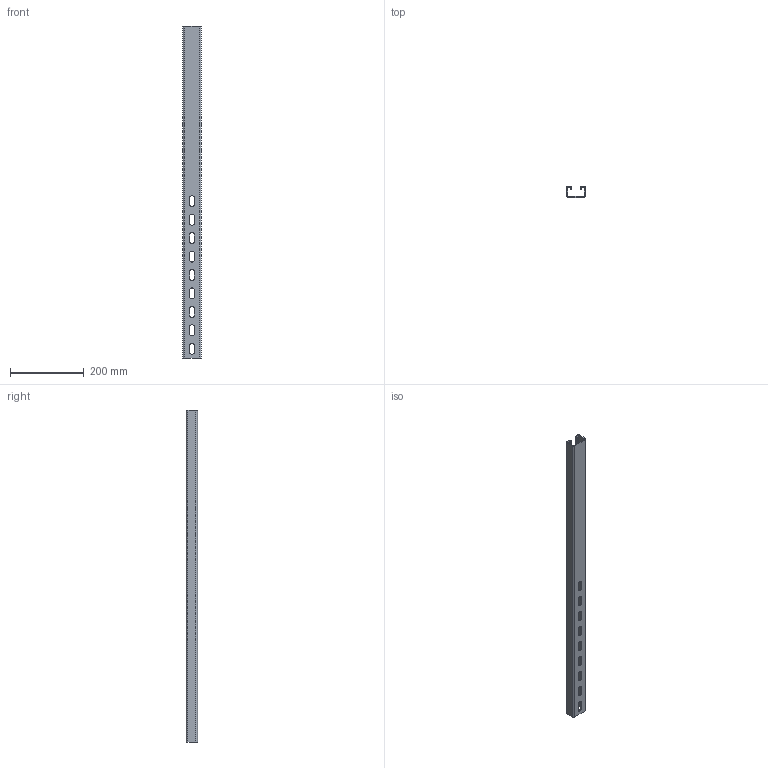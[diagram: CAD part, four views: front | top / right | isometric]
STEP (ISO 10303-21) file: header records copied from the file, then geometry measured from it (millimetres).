
FILE_DESCRIPTION (( 'STEP AP214' ), '1' );
FILE_NAME ('1121336.STEP', '2026-01-30T12:38:21', ( '' ), ( '' ), 'SwSTEP 2.0', 'SolidWorks 2024', '' );
FILE_SCHEMA (( 'AUTOMOTIVE_DESIGN' ));
Length unit declared in the file: millimetre
Products named in the file (1): 1121336
Bounding box: 50 x 30 x 900 mm (x, y, z)
Volume: 330231.1 mm3; surface area: 232965.2 mm2
Topology: 1 solids, 1 shells, 84 faces, 222 edges, 140 vertices
Faces by surface type: plane 60, cylinder 24
Entity records: 2621 total; most frequent: CARTESIAN_POINT 447, ORIENTED_EDGE 444, DIRECTION 440, EDGE_CURVE 222, VECTOR 174, LINE 174, VERTEX_POINT 140, AXIS2_PLACEMENT_3D 133
